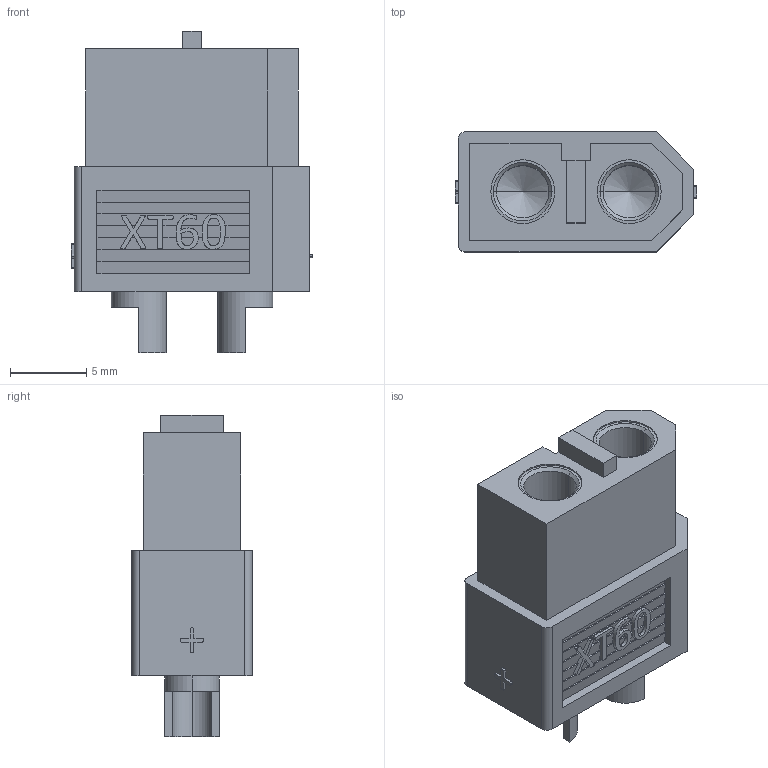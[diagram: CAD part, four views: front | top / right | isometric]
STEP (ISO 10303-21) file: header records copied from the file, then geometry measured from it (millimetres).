
FILE_DESCRIPTION (( 'STEP AP203' ), '1' );
FILE_NAME ('XT60_Macho.STEP', '2023-10-24T19:16:18', ( '' ), ( '' ), 'SwSTEP 2.0', 'SolidWorks 2022', '' );
FILE_SCHEMA (( 'CONFIG_CONTROL_DESIGN' ));
Length unit declared in the file: millimetre
Products named in the file (1): XT60_Macho
Bounding box: 15.9 x 7.9 x 21.15 mm (x, y, z)
Volume: 1281.4 mm3; surface area: 2157.3 mm2
Topology: 3 solids, 3 shells, 285 faces, 790 edges, 518 vertices
Faces by surface type: plane 165, bspline 82, cylinder 26, cone 12
Entity records: 12799 total; most frequent: CARTESIAN_POINT 6034, ORIENTED_EDGE 1564, DIRECTION 1062, EDGE_CURVE 782, VECTOR 526, LINE 526, VERTEX_POINT 518, EDGE_LOOP 304
